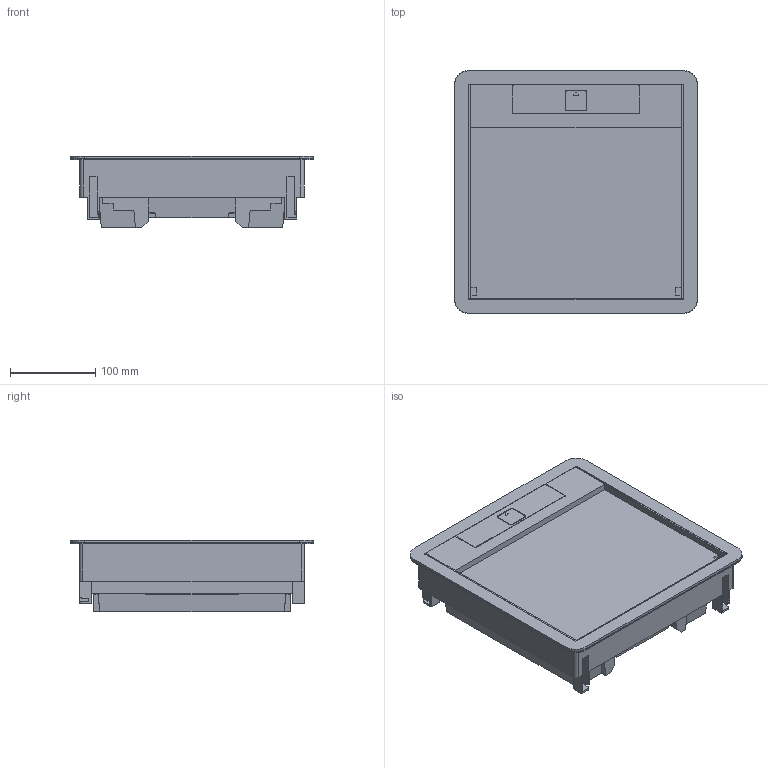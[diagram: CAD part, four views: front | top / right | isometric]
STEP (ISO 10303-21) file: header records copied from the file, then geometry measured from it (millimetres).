
FILE_DESCRIPTION(('CATIA V5 STEP Exchange','CAx-IF Rec.Pracs.--- Model Styling and Organization---1.5--- 2016-08-15','CAx-IF Rec.Pracs.---Supplemental Geometry---1.0---2011-11-01','CAx-IF Rec.Pracs.--- Composite Materials ---3.4---2017-06-13','CAx-IF Rec.Pracs.---Tessellated 3D Geometry---1.0---2015-12-17'),'2;1');
FILE_NAME('LG-080723-S_closed.stp','2025-04-30T13:17:11+00:00',('none'),('none'),'CATIA Version 5-6 Release 2020','CATIA V5 STEP AP242 v1','none');
FILE_SCHEMA(('AP242_MANAGED_MODEL_BASED_3D_ENGINEERING_MIM_LF {1 0 10303 442 1 1 4}'));
Length unit declared in the file: millimetre
Products named in the file (8): A029389_A; SuppVert-T3; SuppVert-T3_sup; SuppVert-T3_Inf; AO11382_A-S; A027502.1; D012785_A-MOD.2; D012780_A-MOD-03-S
Assembly tree (8 placements, depth 3):
  A029389_A
    SuppVert-T3
      SuppVert-T3_sup
      SuppVert-T3_Inf  x2
    AO11382_A-S
    A027502.1
      D012785_A-MOD.2
    D012780_A-MOD-03-S
Bounding box: 285 x 285 x 84.5 mm (x, y, z)
Volume: 1128958.9 mm3; surface area: 803923.6 mm2
Topology: 6 solids, 6 shells, 985 faces, 2953 edges, 1943 vertices
Faces by surface type: plane 778, cylinder 179, extrusion 24, bspline 4
Entity records: 30046 total; most frequent: CARTESIAN_POINT 6655, ORIENTED_EDGE 5500, DIRECTION 3771, EDGE_CURVE 2750, VECTOR 2263, LINE 2239, VERTEX_POINT 1809, EDGE_LOOP 977
